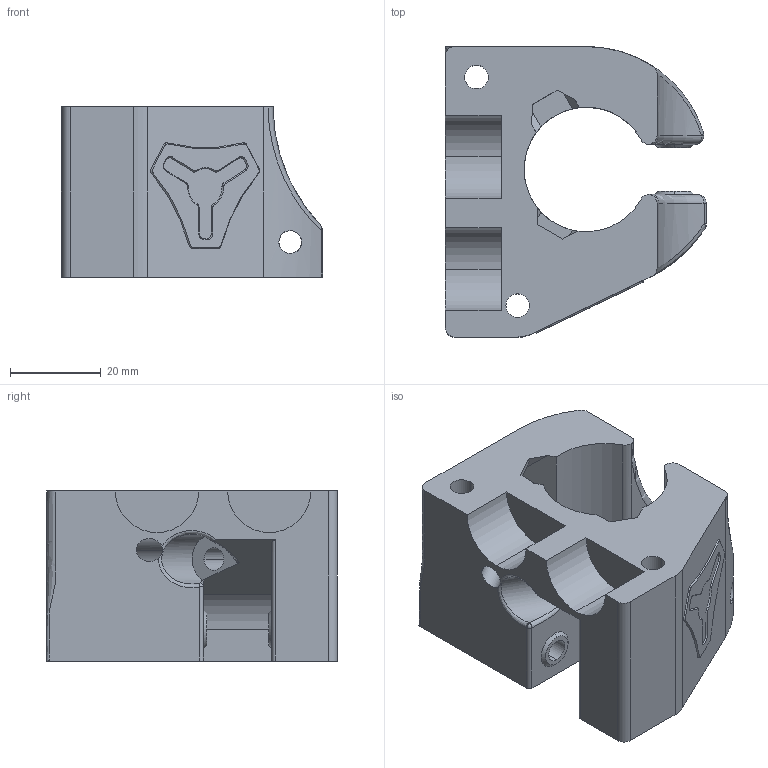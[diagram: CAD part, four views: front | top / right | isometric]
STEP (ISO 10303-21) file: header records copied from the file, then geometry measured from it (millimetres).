
FILE_DESCRIPTION (( 'STEP AP214' ), '1' );
FILE_NAME ('Truck 2B.STEP', '2021-07-03T02:14:15', ( '' ), ( '' ), 'SwSTEP 2.0', 'SolidWorks 2018', '' );
FILE_SCHEMA (( 'AUTOMOTIVE_DESIGN' ));
Length unit declared in the file: millimetre
Products named in the file (1): Truck 2B
Bounding box: 57.43 x 63.9 x 37.4 mm (x, y, z)
Volume: 61883.8 mm3; surface area: 21276.7 mm2
Topology: 1 solids, 1 shells, 231 faces, 607 edges, 385 vertices
Faces by surface type: plane 108, cylinder 52, cone 50, bspline 13, sphere 6, torus 2
Entity records: 8386 total; most frequent: CARTESIAN_POINT 2674, ORIENTED_EDGE 1206, DIRECTION 1186, EDGE_CURVE 603, AXIS2_PLACEMENT_3D 430, VERTEX_POINT 385, LINE 326, VECTOR 326
